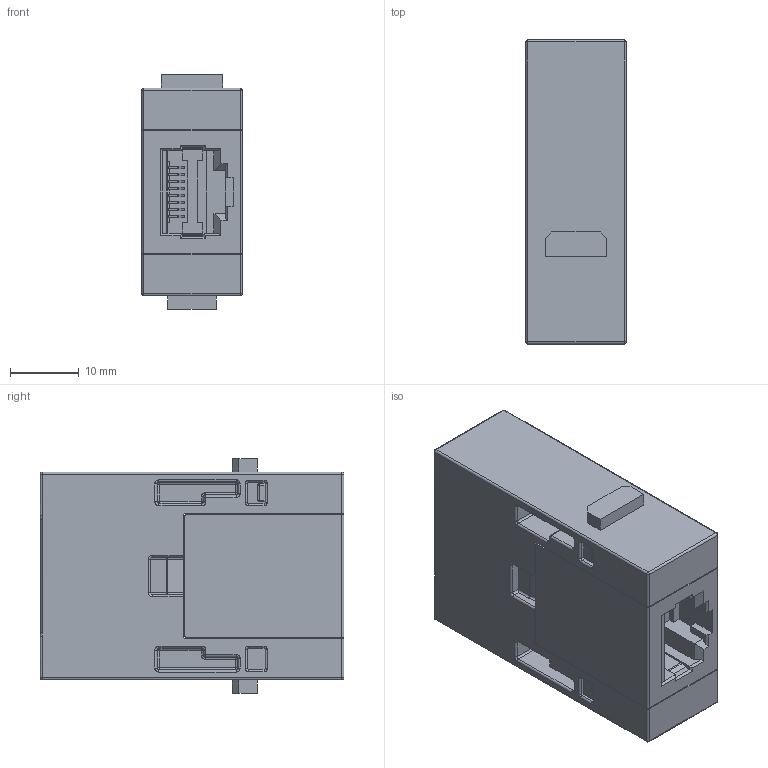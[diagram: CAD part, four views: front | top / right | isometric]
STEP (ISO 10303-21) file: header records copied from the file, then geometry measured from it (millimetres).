
FILE_DESCRIPTION((''),'2;1');
FILE_NAME('00000000001111','2023-05-05T',('lj.zou'),(''),'PRO/ENGINEER BY PARAMETRIC TECHNOLOGY CORPORATION, 2012480','PRO/ENGINEER BY PARAMETRIC TECHNOLOGY CORPORATION, 2012480','');
FILE_SCHEMA(('CONFIG_CONTROL_DESIGN'));
Length unit declared in the file: millimetre
Products named in the file (1): 00000000001111
Bounding box: 14.6 x 44.3 x 34.2 mm (x, y, z)
Volume: 13509.2 mm3; surface area: 10208.3 mm2
Topology: 1 solids, 1 shells, 843 faces, 2326 edges, 1431 vertices
Faces by surface type: plane 482, cylinder 240, bspline 59, sphere 34, cone 16, torus 12
Entity records: 29603 total; most frequent: CARTESIAN_POINT 8532, ORIENTED_EDGE 4584, DIRECTION 4154, EDGE_CURVE 2292, VECTOR 1524, LINE 1524, VERTEX_POINT 1431, AXIS2_PLACEMENT_3D 1315
